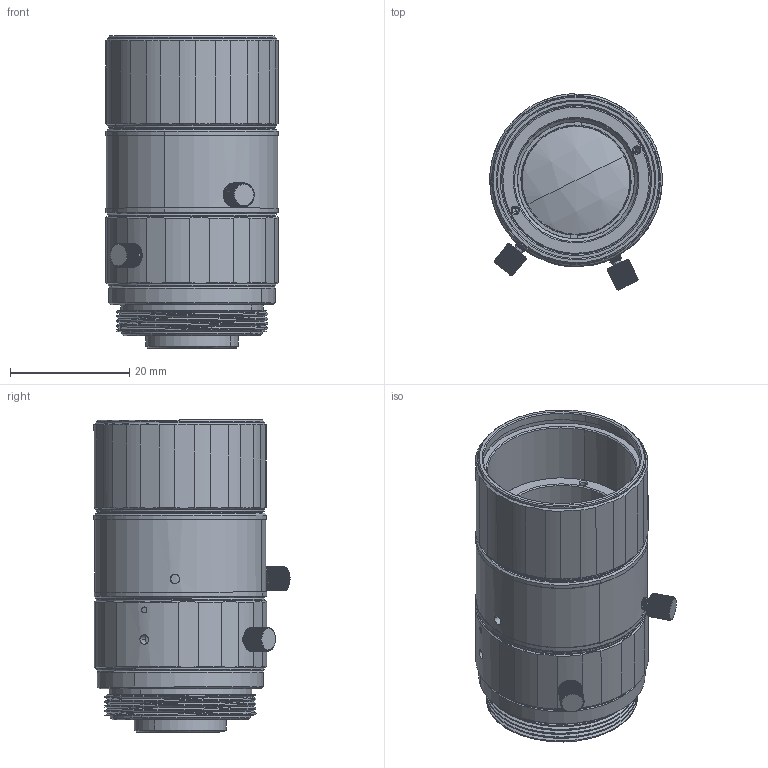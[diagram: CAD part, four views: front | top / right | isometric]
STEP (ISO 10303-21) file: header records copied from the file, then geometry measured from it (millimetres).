
FILE_DESCRIPTION (( 'STEP AP203' ), '1' );
FILE_NAME ('QM994335180軞蚾.STEP', '2021-05-19T07:25:20', ( '' ), ( '' ), 'SwSTEP 2.0', 'SolidWorks 2018', '' );
FILE_SCHEMA (( 'CONFIG_CONTROL_DESIGN' ));
Length unit declared in the file: millimetre
Products named in the file (32): 翋芠; QM910351806; QM910351804; QM910351801翋芠; QM903518G02; QM910351805; QM910351813; QM910351812; QM903518G03; QM919001602; QM910351808; QM903518G05; QM910351802嘐隅芠; QM910351807; QM930007505; 群框2; QM919012000; QM994335180軞蚾; QM903518G01; QM910351810; QM984335183光圈组件; QM903518U04; QM903518G06; QM910351803昜擒遠; QM903518G07; QM919001600眻輛絳砃隊; QM919011800; QM903518U02; QM919001603; QM910351809; QM903518G04; QM919001601驱动环导钉
Assembly tree (43 placements, depth 4):
  QM994335180軞蚾
    翋芠
      QM910351801翋芠
      QM910351806
      QM903518U02
        QM903518G03
        QM903518G02
      QM903518G01
      QM910351812
    QM910351803昜擒遠
    QM910351802嘐隅芠
    QM910351809
    QM984335183光圈组件
      QM910351813
      QM910351810
      QM903518U04
        QM903518G05
        QM903518G04
      QM910351807
      QM903518G06
      QM910351804
      QM930007505  x8
      QM919011800
    群框2
      QM910351808
      QM910351805
      QM903518G07
    QM919001600眻輛絳砃隊
    QM919001603  x3
    QM919001602  x3
    QM919001601驱动环导钉
    QM919012000  x2
Bounding box: 28.99 x 32.96 x 52.46 mm (x, y, z)
Volume: 20297.2 mm3; surface area: 30934.5 mm2
Topology: 54 solids, 54 shells, 2343 faces, 6002 edges, 3881 vertices
Faces by surface type: cylinder 934, plane 752, cone 378, bspline 135, torus 112, sphere 32
Entity records: 85069 total; most frequent: CARTESIAN_POINT 44632, ORIENTED_EDGE 8246, DIRECTION 7109, EDGE_CURVE 4123, AXIS2_PLACEMENT_3D 2872, VERTEX_POINT 2661, EDGE_LOOP 1752, FACE_OUTER_BOUND 1599
